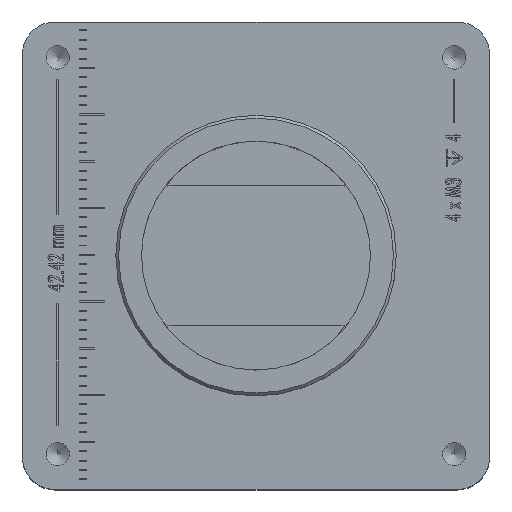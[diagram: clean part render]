
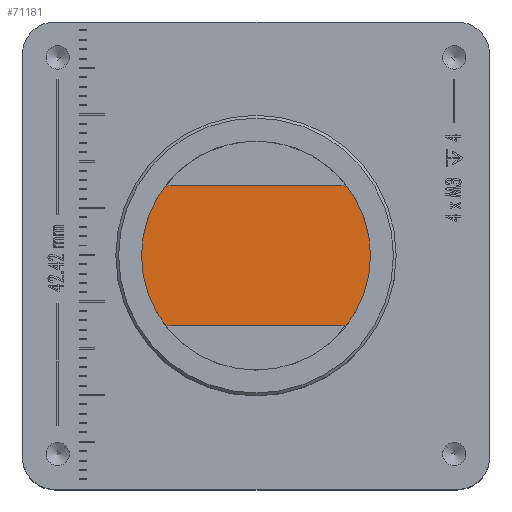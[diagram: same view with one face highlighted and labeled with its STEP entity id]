
A CAD part, top view. The second image highlights one B-rep face of the part: STEP entity #71181.
In plain terms, the highlighted planar face has unit normal (0, 0, 1).
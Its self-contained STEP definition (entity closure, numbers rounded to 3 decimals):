
#4436 = CARTESIAN_POINT ( 'NONE',  ( 17.45, -9.45, 0.7 ) ) ;
#5940 = CARTESIAN_POINT ( 'NONE',  ( 0., 0., 0.7 ) ) ;
#6964 = ORIENTED_EDGE ( 'NONE', *, *, #103985, .T. ) ;
#7376 = DIRECTION ( 'NONE',  ( 1., 0., 0. ) ) ;
#15243 = EDGE_CURVE ( 'NONE', #89549, #67925, #114251, .T. ) ;
#20083 = ORIENTED_EDGE ( 'NONE', *, *, #93786, .T. ) ;
#21009 = VERTEX_POINT ( 'NONE', #111690 ) ;
#23511 = DIRECTION ( 'NONE',  ( 0., -1., 0. ) ) ;
#25641 = CARTESIAN_POINT ( 'NONE',  ( 17.45, -9.45, 0.7 ) ) ;
#34790 = CARTESIAN_POINT ( 'NONE',  ( -17.45, 9.45, 0.7 ) ) ;
#35067 = PLANE ( 'NONE',  #119010 ) ;
#41669 = VERTEX_POINT ( 'NONE', #85780 ) ;
#43859 = DIRECTION ( 'NONE',  ( 0., 1., 0. ) ) ;
#46755 = VECTOR ( 'NONE', #23511, 1000. ) ;
#49325 = CARTESIAN_POINT ( 'NONE',  ( 17.45, 9.45, 0.7 ) ) ;
#56684 = ORIENTED_EDGE ( 'NONE', *, *, #58025, .T. ) ;
#57702 = VECTOR ( 'NONE', #43859, 1000. ) ;
#58025 = EDGE_CURVE ( 'NONE', #41669, #89549, #106421, .T. ) ;
#61163 = LINE ( 'NONE', #97576, #46755 ) ;
#63600 = DIRECTION ( 'NONE',  ( 1., 0., 0. ) ) ;
#67925 = VERTEX_POINT ( 'NONE', #34790 ) ;
#71181 = ADVANCED_FACE ( 'NONE', ( #119368 ), #35067, .T. ) ;
#85780 = CARTESIAN_POINT ( 'NONE',  ( 17.45, -9.45, 0.7 ) ) ;
#89549 = VERTEX_POINT ( 'NONE', #100892 ) ;
#90542 = LINE ( 'NONE', #25641, #118928 ) ;
#93786 = EDGE_CURVE ( 'NONE', #21009, #41669, #90542, .T. ) ;
#97576 = CARTESIAN_POINT ( 'NONE',  ( -17.45, -9.45, 0.7 ) ) ;
#98891 = VECTOR ( 'NONE', #103936, 1000. ) ;
#99124 = ORIENTED_EDGE ( 'NONE', *, *, #15243, .T. ) ;
#99519 = EDGE_LOOP ( 'NONE', ( #6964, #20083, #56684, #99124 ) ) ;
#100892 = CARTESIAN_POINT ( 'NONE',  ( 17.45, 9.45, 0.7 ) ) ;
#103936 = DIRECTION ( 'NONE',  ( -1., 0., 0. ) ) ;
#103985 = EDGE_CURVE ( 'NONE', #67925, #21009, #61163, .T. ) ;
#106421 = LINE ( 'NONE', #4436, #57702 ) ;
#109698 = DIRECTION ( 'NONE',  ( 0., 0., 1. ) ) ;
#111690 = CARTESIAN_POINT ( 'NONE',  ( -17.45, -9.45, 0.7 ) ) ;
#114251 = LINE ( 'NONE', #49325, #98891 ) ;
#118928 = VECTOR ( 'NONE', #7376, 1000. ) ;
#119010 = AXIS2_PLACEMENT_3D ( 'NONE', #5940, #109698, #63600 ) ;
#119368 = FACE_OUTER_BOUND ( 'NONE', #99519, .T. ) ;
